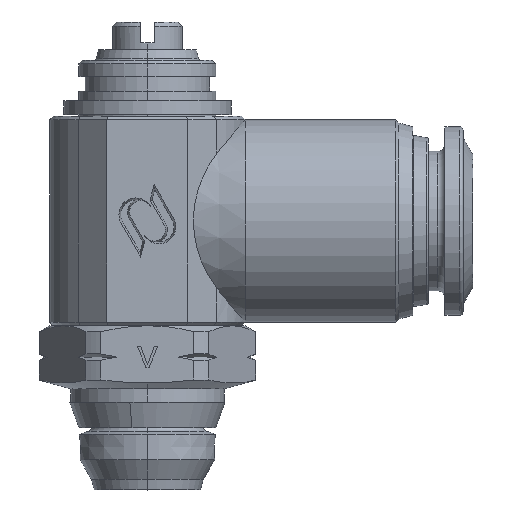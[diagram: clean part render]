
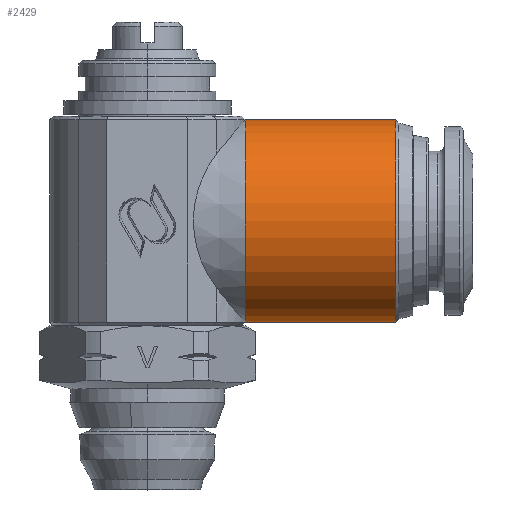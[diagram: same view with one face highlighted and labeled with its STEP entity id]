
A CAD part, top view. The second image highlights one B-rep face of the part: STEP entity #2429.
In plain terms, the highlighted cylindrical face has radius 7.25 mm (diameter 14.5 mm), a partial arc.
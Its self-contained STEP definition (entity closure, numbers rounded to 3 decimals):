
#573 = AXIS2_PLACEMENT_3D ( 'NONE', #6214, #6215, #6223 ) ;
#1095 = CARTESIAN_POINT ( 'NONE',  ( 7.001, 26.5, 0. ) ) ;
#1329 = VERTEX_POINT ( 'NONE', #4959 ) ;
#1954 = ORIENTED_EDGE ( 'NONE', *, *, #3284, .F. ) ;
#2138 = VERTEX_POINT ( 'NONE', #5838 ) ;
#2185 = VERTEX_POINT ( 'NONE', #5842 ) ;
#2429 = ADVANCED_FACE ( 'NONE', ( #7098 ), #7109, .T. ) ;
#3284 = EDGE_CURVE ( 'NONE', #6435, #1329, #8224, .T. ) ;
#3285 = EDGE_CURVE ( 'NONE', #2185, #2138, #8222, .T. ) ;
#3286 = EDGE_CURVE ( 'NONE', #6435, #2185, #8225, .T. ) ;
#3300 = EDGE_CURVE ( 'NONE', #2138, #1329, #8249, .T. ) ;
#4269 = ORIENTED_EDGE ( 'NONE', *, *, #3286, .T. ) ;
#4273 = ORIENTED_EDGE ( 'NONE', *, *, #3285, .T. ) ;
#4276 = ORIENTED_EDGE ( 'NONE', *, *, #3300, .T. ) ;
#4462 = DIRECTION ( 'NONE',  ( 1., 0., 0. ) ) ;
#4466 = CARTESIAN_POINT ( 'NONE',  ( 24.501, 26.5, 0. ) ) ;
#4467 = CARTESIAN_POINT ( 'NONE',  ( 24.501, 12., 0. ) ) ;
#4472 = DIRECTION ( 'NONE',  ( 1., 0., 0. ) ) ;
#4474 = CARTESIAN_POINT ( 'NONE',  ( 7.001, 19.25, 0. ) ) ;
#4475 = DIRECTION ( 'NONE',  ( 1., 0., 0. ) ) ;
#4476 = DIRECTION ( 'NONE',  ( 0., 1., 0. ) ) ;
#4508 = CARTESIAN_POINT ( 'NONE',  ( 17.768, 19.25, 0. ) ) ;
#4509 = DIRECTION ( 'NONE',  ( -1., 0., 0. ) ) ;
#4510 = DIRECTION ( 'NONE',  ( 0., -1., 0. ) ) ;
#4959 = CARTESIAN_POINT ( 'NONE',  ( 17.768, 26.5, 0. ) ) ;
#5303 = AXIS2_PLACEMENT_3D ( 'NONE', #4474, #4475, #4476 ) ;
#5309 = AXIS2_PLACEMENT_3D ( 'NONE', #4508, #4509, #4510 ) ;
#5838 = CARTESIAN_POINT ( 'NONE',  ( 17.768, 12., 0. ) ) ;
#5842 = CARTESIAN_POINT ( 'NONE',  ( 7.001, 12., 0. ) ) ;
#6214 = CARTESIAN_POINT ( 'NONE',  ( 24.501, 19.25, 0. ) ) ;
#6215 = DIRECTION ( 'NONE',  ( 1., 0., 0. ) ) ;
#6223 = DIRECTION ( 'NONE',  ( 0., 1., 0. ) ) ;
#6414 = EDGE_LOOP ( 'NONE', ( #4269, #4273, #4276, #1954 ) ) ;
#6435 = VERTEX_POINT ( 'NONE', #1095 ) ;
#7098 = FACE_OUTER_BOUND ( 'NONE', #6414, .T. ) ;
#7109 = CYLINDRICAL_SURFACE ( 'NONE', #573, 7.25 ) ;
#8222 = LINE ( 'NONE', #4467, #8228 ) ;
#8224 = LINE ( 'NONE', #4466, #8226 ) ;
#8225 = CIRCLE ( 'NONE', #5303, 7.25 ) ;
#8226 = VECTOR ( 'NONE', #4462, 1000. ) ;
#8228 = VECTOR ( 'NONE', #4472, 1000. ) ;
#8249 = CIRCLE ( 'NONE', #5309, 7.25 ) ;
